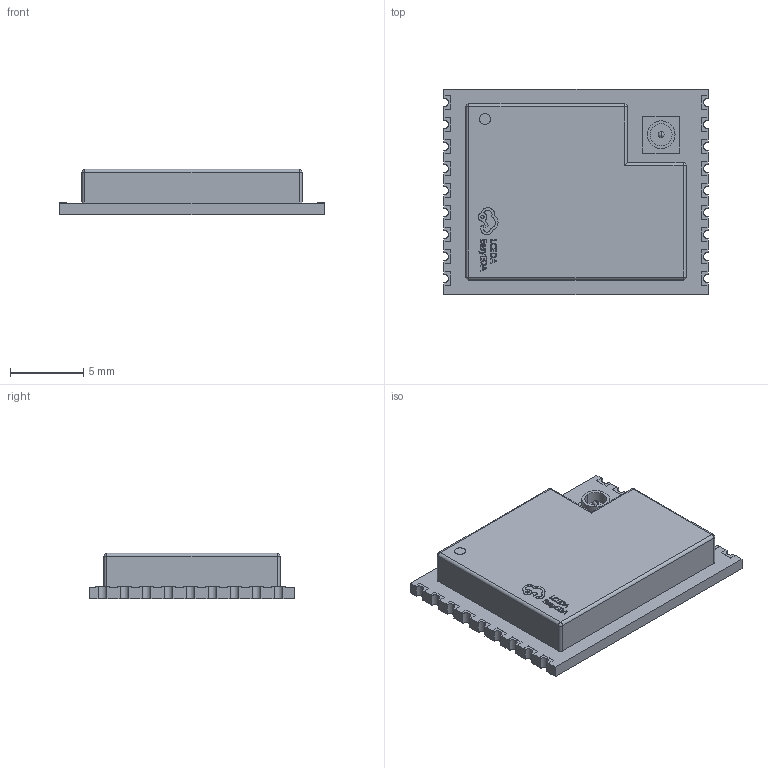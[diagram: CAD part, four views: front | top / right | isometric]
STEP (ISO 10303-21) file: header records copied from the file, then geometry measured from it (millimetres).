
FILE_DESCRIPTION (( 'STEP AP214' ), '1' );
FILE_NAME ('WIFIM-SMD_18P-L18.0-W14.0-P1.50.STEP', '2023-05-24T01:49:36', ( 'PC' ), ( 'Microsoft' ), 'SwSTEP 2.0', 'SolidWorks 2020', '' );
FILE_SCHEMA (( 'AUTOMOTIVE_DESIGN' ));
Length unit declared in the file: millimetre
Products named in the file (1): WIFIM-SMD_18P-L18.0-W14.0-P1.50
Bounding box: 18 x 14 x 3.12 mm (x, y, z)
Volume: 579.9 mm3; surface area: 688.5 mm2
Topology: 1 solids, 1 shells, 451 faces, 1264 edges, 833 vertices
Faces by surface type: plane 309, bspline 98, cylinder 37, sphere 7
Entity records: 19794 total; most frequent: CARTESIAN_POINT 3847, ORIENTED_EDGE 2510, DIRECTION 1836, EDGE_CURVE 1255, VECTOR 980, LINE 980, VERTEX_POINT 831, EDGE_LOOP 476
